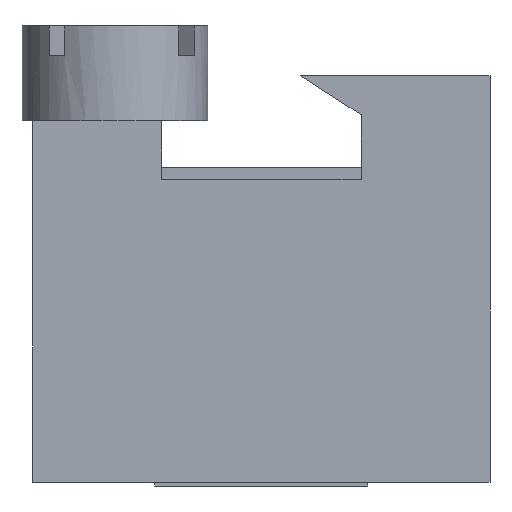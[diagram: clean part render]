
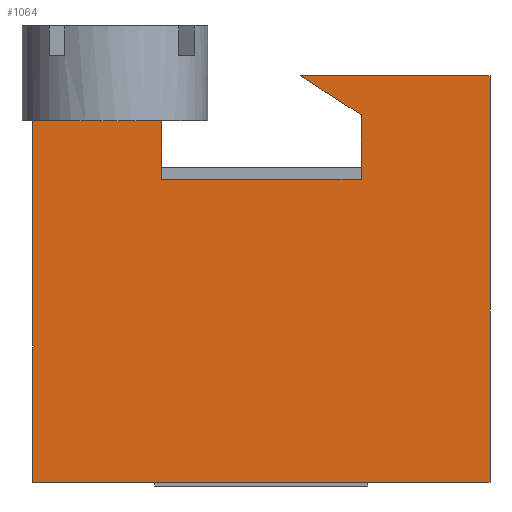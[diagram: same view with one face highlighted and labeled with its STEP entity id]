
A CAD part, front view. The second image highlights one B-rep face of the part: STEP entity #1064.
In plain terms, the highlighted planar face has unit normal (0, -1, 0).
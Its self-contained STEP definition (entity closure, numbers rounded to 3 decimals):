
#128=VERTEX_POINT('',#1505);
#129=VERTEX_POINT('',#1507);
#130=VERTEX_POINT('',#1511);
#131=VERTEX_POINT('',#1513);
#132=VERTEX_POINT('',#1515);
#133=VERTEX_POINT('',#1517);
#134=VERTEX_POINT('',#1519);
#135=VERTEX_POINT('',#1521);
#136=VERTEX_POINT('',#1523);
#137=VERTEX_POINT('',#1525);
#138=VERTEX_POINT('',#1527);
#231=VECTOR('',#1232,1.);
#233=VECTOR('',#1235,1.);
#234=VECTOR('',#1236,1.);
#235=VECTOR('',#1237,1.);
#236=VECTOR('',#1238,1.);
#237=VECTOR('',#1239,1.);
#238=VECTOR('',#1240,1.);
#239=VECTOR('',#1241,1.);
#240=VECTOR('',#1242,1.);
#241=VECTOR('',#1243,1.);
#242=VECTOR('',#1244,1.);
#348=LINE('',#1506,#231);
#350=LINE('',#1510,#233);
#351=LINE('',#1512,#234);
#352=LINE('',#1514,#235);
#353=LINE('',#1516,#236);
#354=LINE('',#1518,#237);
#355=LINE('',#1520,#238);
#356=LINE('',#1522,#239);
#357=LINE('',#1524,#240);
#358=LINE('',#1526,#241);
#359=LINE('',#1528,#242);
#465=EDGE_CURVE('',#128,#129,#348,.T.);
#467=EDGE_CURVE('',#130,#128,#350,.T.);
#468=EDGE_CURVE('',#131,#130,#351,.T.);
#469=EDGE_CURVE('',#132,#131,#352,.T.);
#470=EDGE_CURVE('',#132,#133,#353,.T.);
#471=EDGE_CURVE('',#134,#133,#354,.T.);
#472=EDGE_CURVE('',#135,#134,#355,.T.);
#473=EDGE_CURVE('',#136,#135,#356,.T.);
#474=EDGE_CURVE('',#137,#136,#357,.T.);
#475=EDGE_CURVE('',#138,#137,#358,.T.);
#476=EDGE_CURVE('',#138,#129,#359,.T.);
#625=ORIENTED_EDGE('',*,*,#465,.F.);
#626=ORIENTED_EDGE('',*,*,#467,.F.);
#627=ORIENTED_EDGE('',*,*,#468,.F.);
#628=ORIENTED_EDGE('',*,*,#469,.F.);
#629=ORIENTED_EDGE('',*,*,#470,.T.);
#630=ORIENTED_EDGE('',*,*,#471,.F.);
#631=ORIENTED_EDGE('',*,*,#472,.F.);
#632=ORIENTED_EDGE('',*,*,#473,.F.);
#633=ORIENTED_EDGE('',*,*,#474,.F.);
#634=ORIENTED_EDGE('',*,*,#475,.F.);
#635=ORIENTED_EDGE('',*,*,#476,.T.);
#930=EDGE_LOOP('',(#625,#626,#627,#628,#629,#630,#631,#632,#633,#634,#635));
#997=FACE_BOUND('',#930,.T.);
#1064=ADVANCED_FACE('',(#997),#1808,.F.);
#1125=AXIS2_PLACEMENT_3D('',#1509,#1234,$);
#1232=DIRECTION('',(0.,0.,-1.));
#1234=DIRECTION('',(0.,1.,0.));
#1235=DIRECTION('',(1.,0.,0.));
#1236=DIRECTION('',(-0.839,0.,0.545));
#1237=DIRECTION('',(0.,0.,1.));
#1238=DIRECTION('',(-1.,0.,0.));
#1239=DIRECTION('',(0.,0.,-1.));
#1240=DIRECTION('',(1.,0.,0.));
#1241=DIRECTION('',(1.,0.,0.));
#1242=DIRECTION('',(1.,0.,0.));
#1243=DIRECTION('',(0.,0.,1.));
#1244=DIRECTION('',(1.,0.,0.));
#1505=CARTESIAN_POINT('',(23.95,0.55,21.));
#1506=CARTESIAN_POINT('',(23.95,0.55,21.));
#1507=CARTESIAN_POINT('',(23.95,0.55,0.2));
#1509=CARTESIAN_POINT('',(0.55,0.55,0.2));
#1510=CARTESIAN_POINT('',(14.27,0.55,21.));
#1511=CARTESIAN_POINT('',(14.27,0.55,21.));
#1512=CARTESIAN_POINT('',(17.35,0.55,19.));
#1513=CARTESIAN_POINT('',(17.35,0.55,19.));
#1514=CARTESIAN_POINT('',(17.35,0.55,15.7));
#1515=CARTESIAN_POINT('',(17.35,0.55,15.7));
#1516=CARTESIAN_POINT('',(17.35,0.55,15.7));
#1517=CARTESIAN_POINT('',(7.15,0.55,15.7));
#1518=CARTESIAN_POINT('',(7.15,0.55,18.7));
#1519=CARTESIAN_POINT('',(7.15,0.55,18.7));
#1520=CARTESIAN_POINT('',(6.969,0.55,18.7));
#1521=CARTESIAN_POINT('',(6.969,0.55,18.7));
#1522=CARTESIAN_POINT('',(2.531,0.55,18.7));
#1523=CARTESIAN_POINT('',(2.531,0.55,18.7));
#1524=CARTESIAN_POINT('',(0.55,0.55,18.7));
#1525=CARTESIAN_POINT('',(0.55,0.55,18.7));
#1526=CARTESIAN_POINT('',(0.55,0.55,0.2));
#1527=CARTESIAN_POINT('',(0.55,0.55,0.2));
#1528=CARTESIAN_POINT('',(0.55,0.55,0.2));
#1808=PLANE('',#1125);
